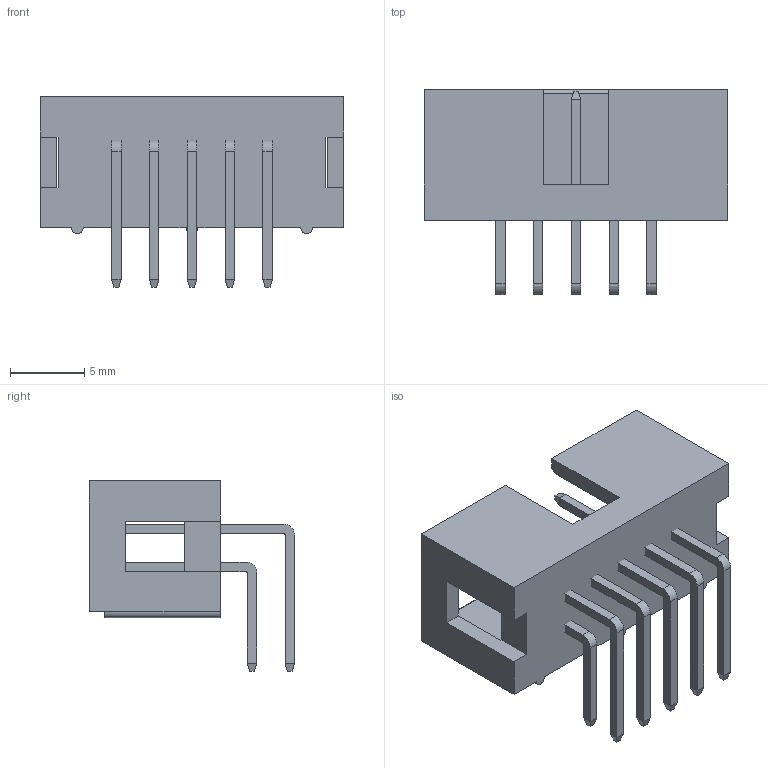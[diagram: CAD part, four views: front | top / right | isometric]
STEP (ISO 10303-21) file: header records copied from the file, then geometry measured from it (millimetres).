
FILE_DESCRIPTION(('FreeCAD Model'),'2;1');
FILE_NAME('2x5-pin-box-header-male-right-angle.step','2015-01-02T14:08:52',('FreeCAD'),('FreeCAD'), 'Open CASCADE STEP processor 6.7','FreeCAD','Unknown');
FILE_SCHEMA(('AUTOMOTIVE_DESIGN_CC2 { 1 2 10303 214 -1 1 5 4 }'));
Length unit declared in the file: millimetre
Products named in the file (1): 2x5-pin-box-header-male-right-angle
Bounding box: 20.4 x 13.78 x 12.79 mm (x, y, z)
Volume: 815.1 mm3; surface area: 1638.4 mm2
Topology: 11 solids, 11 shells, 213 faces, 501 edges, 306 vertices
Faces by surface type: plane 110, bspline 80, cylinder 23
Entity records: 13794 total; most frequent: CARTESIAN_POINT 2827, DIRECTION 1493, LINE 1123, VECTOR 1123, ORIENTED_EDGE 1002, PCURVE 1002, DEFINITIONAL_REPRESENTATION 1002, EDGE_CURVE 501
